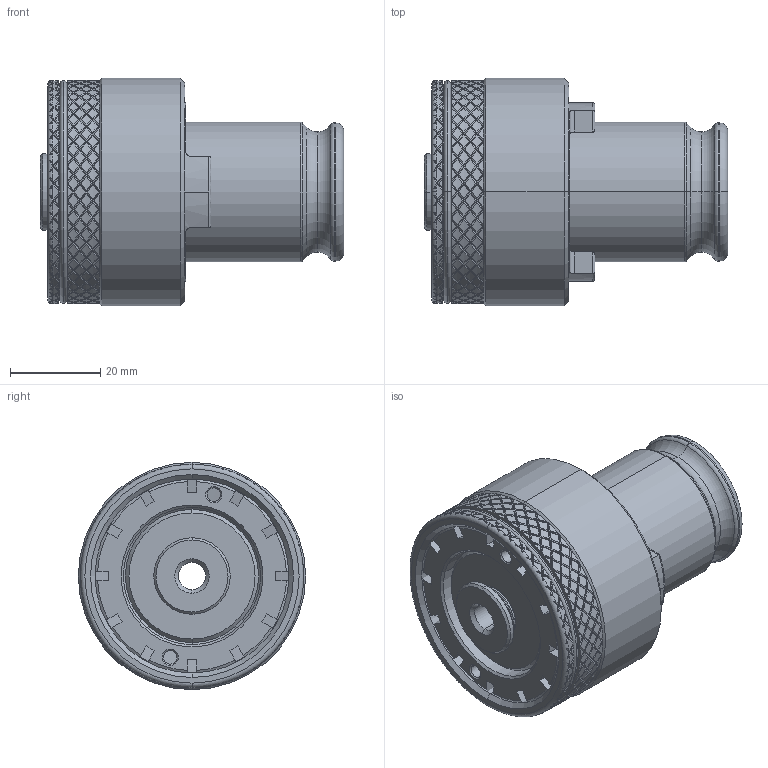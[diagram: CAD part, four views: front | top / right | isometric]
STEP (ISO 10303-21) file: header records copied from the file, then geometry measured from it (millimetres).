
FILE_DESCRIPTION (( 'STEP AP203' ), '1' );
FILE_NAME ('57-S.16.12.6649.STEP', '2019-04-16T05:49:11', ( 'Acer' ), ( '' ), 'SwSTEP 2.0', 'SolidWorks 2018', '' );
FILE_SCHEMA (( 'CONFIG_CONTROL_DESIGN' ));
Length unit declared in the file: millimetre
Products named in the file (1): 57-S.16.12.6649
Bounding box: 67.43 x 50.5 x 50.5 mm (x, y, z)
Surface area: 22494.7 mm2 (no closed solid volume)
Topology: 0 solids, 11 shells, 1684 faces, 4116 edges, 2375 vertices
Faces by surface type: bspline 1148, cylinder 396, plane 66, cone 43, torus 31
Entity records: 63655 total; most frequent: CARTESIAN_POINT 38663, ORIENTED_EDGE 7751, EDGE_CURVE 4114, VERTEX_POINT 2375, DIRECTION 2281, EDGE_LOOP 1699, FACE_OUTER_BOUND 1684, ADVANCED_FACE 1684
